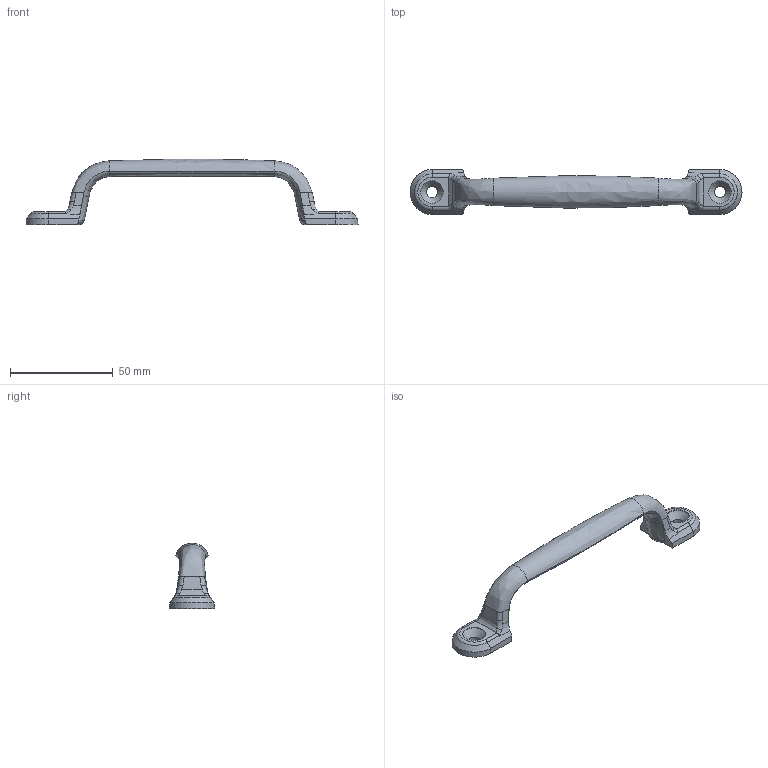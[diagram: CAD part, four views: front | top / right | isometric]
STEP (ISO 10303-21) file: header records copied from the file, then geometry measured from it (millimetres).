
FILE_DESCRIPTION(/* description */ (''),/* implementation_level */ '2;1');
FILE_NAME(/* name */ 'A-CC140.stp',/* time_stamp */ '2023-12-21T10:29:42+09:00',/* author */ ('user'),/* organization */ (''),/* preprocessor_version */ 'ST-DEVELOPER v15.6',/* originating_system */ 'Autodesk Inventor 2015',/* authorisation */ '');
FILE_SCHEMA (('AUTOMOTIVE_DESIGN { 1 0 10303 214 3 1 1 }'));
Length unit declared in the file: millimetre
Products named in the file (1): A-CC140
Bounding box: 161.43 x 22.1 x 31.83 mm (x, y, z)
Volume: 18070.6 mm3; surface area: 7816.1 mm2
Topology: 1 solids, 1 shells, 73 faces, 204 edges, 133 vertices
Faces by surface type: bspline 41, plane 16, cylinder 8, cone 6, torus 2
Full cylindrical faces by diameter (mm): 5.5 x2, 11 x2
Entity records: 6296 total; most frequent: CARTESIAN_POINT 4821, ORIENTED_EDGE 384, EDGE_CURVE 192, DIRECTION 151, B_SPLINE_CURVE_WITH_KNOTS 129, VERTEX_POINT 127, EDGE_LOOP 83, FACE_OUTER_BOUND 73
